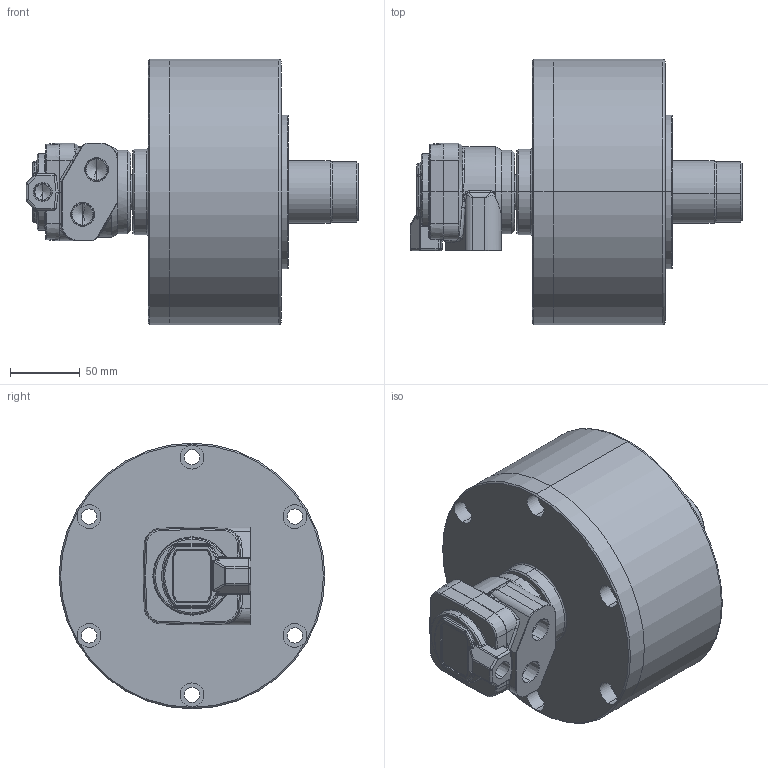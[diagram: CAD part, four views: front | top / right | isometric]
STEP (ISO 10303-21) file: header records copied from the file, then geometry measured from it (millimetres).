
FILE_DESCRIPTION (( 'STEP AP203' ), '1' );
FILE_NAME ('CF-RK-150.STEP', '2022-04-26T05:32:49', ( '' ), ( '' ), 'SwSTEP 2.0', 'SolidWorks 2016', '' );
FILE_SCHEMA (( 'CONFIG_CONTROL_DESIGN' ));
Length unit declared in the file: metre
Products named in the file (6): RK-150活塞; RK-150缸體; RK-100閥體; RK-100閥蓋; CF-RK-150; RK-150閥軸
Assembly tree (5 placements, depth 2):
  CF-RK-150
    RK-150閥軸
    RK-150活塞
    RK-150缸體
    RK-100閥體
    RK-100閥蓋
Bounding box: 237.5 x 190 x 190 mm (x, y, z)
Volume: 2462638.7 mm3; surface area: 333788.6 mm2
Topology: 5 solids, 5 shells, 474 faces, 1094 edges, 630 vertices
Faces by surface type: cylinder 196, plane 91, cone 77, bspline 74, torus 27, sphere 9
Entity records: 16075 total; most frequent: CARTESIAN_POINT 5290, DIRECTION 2143, ORIENTED_EDGE 2092, EDGE_CURVE 1046, AXIS2_PLACEMENT_3D 872, VERTEX_POINT 630, EDGE_LOOP 550, ADVANCED_FACE 474
